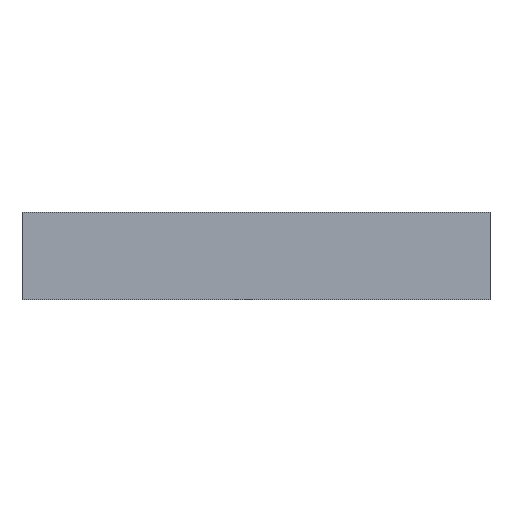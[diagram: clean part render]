
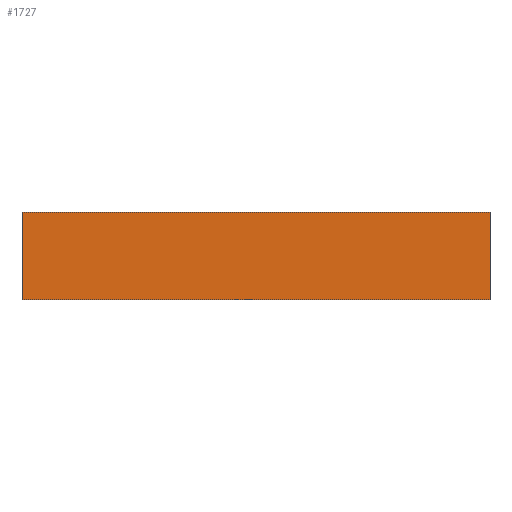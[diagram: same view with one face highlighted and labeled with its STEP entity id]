
A CAD part, front view. The second image highlights one B-rep face of the part: STEP entity #1727.
In plain terms, the highlighted planar face has unit normal (0, -1, 0).
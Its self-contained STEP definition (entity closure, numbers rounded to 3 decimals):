
#190 = PLANE ( 'NONE',  #1483 ) ;
#227 = VECTOR ( 'NONE', #1569, 1000. ) ;
#289 = EDGE_CURVE ( 'NONE', #1091, #1690, #1600, .T. ) ;
#324 = FACE_OUTER_BOUND ( 'NONE', #1286, .T. ) ;
#354 = LINE ( 'NONE', #1868, #1037 ) ;
#360 = DIRECTION ( 'NONE',  ( 0., 0., -1. ) ) ;
#503 = VECTOR ( 'NONE', #360, 1000. ) ;
#568 = EDGE_CURVE ( 'NONE', #1091, #1214, #1580, .T. ) ;
#614 = ORIENTED_EDGE ( 'NONE', *, *, #289, .T. ) ;
#668 = ORIENTED_EDGE ( 'NONE', *, *, #1839, .F. ) ;
#702 = ORIENTED_EDGE ( 'NONE', *, *, #568, .F. ) ;
#846 = CARTESIAN_POINT ( 'NONE',  ( 52., -52., 19.55 ) ) ;
#991 = CARTESIAN_POINT ( 'NONE',  ( 0., -52., 0. ) ) ;
#1008 = VECTOR ( 'NONE', #1132, 1000. ) ;
#1037 = VECTOR ( 'NONE', #1895, 1000. ) ;
#1091 = VERTEX_POINT ( 'NONE', #1281 ) ;
#1132 = DIRECTION ( 'NONE',  ( 1., 0., 0. ) ) ;
#1214 = VERTEX_POINT ( 'NONE', #846 ) ;
#1245 = DIRECTION ( 'NONE',  ( 0., 0., 1. ) ) ;
#1280 = LINE ( 'NONE', #991, #1008 ) ;
#1281 = CARTESIAN_POINT ( 'NONE',  ( -52., -52., 19.55 ) ) ;
#1286 = EDGE_LOOP ( 'NONE', ( #702, #614, #1981, #668 ) ) ;
#1414 = DIRECTION ( 'NONE',  ( 0., 1., 0. ) ) ;
#1483 = AXIS2_PLACEMENT_3D ( 'NONE', #1568, #1414, #1245 ) ;
#1503 = CARTESIAN_POINT ( 'NONE',  ( -52., -52., 0. ) ) ;
#1565 = CARTESIAN_POINT ( 'NONE',  ( -52., -52., 93.089 ) ) ;
#1568 = CARTESIAN_POINT ( 'NONE',  ( 0., -52., 93.089 ) ) ;
#1569 = DIRECTION ( 'NONE',  ( 1., 0., 0. ) ) ;
#1580 = LINE ( 'NONE', #1720, #227 ) ;
#1600 = LINE ( 'NONE', #1565, #503 ) ;
#1690 = VERTEX_POINT ( 'NONE', #1503 ) ;
#1720 = CARTESIAN_POINT ( 'NONE',  ( 0., -52., 19.55 ) ) ;
#1727 = ADVANCED_FACE ( 'NONE', ( #324 ), #190, .F. ) ;
#1808 = EDGE_CURVE ( 'NONE', #1690, #1983, #1280, .T. ) ;
#1839 = EDGE_CURVE ( 'NONE', #1214, #1983, #354, .T. ) ;
#1868 = CARTESIAN_POINT ( 'NONE',  ( 52., -52., 93.089 ) ) ;
#1895 = DIRECTION ( 'NONE',  ( 0., 0., -1. ) ) ;
#1953 = CARTESIAN_POINT ( 'NONE',  ( 52., -52., 0. ) ) ;
#1981 = ORIENTED_EDGE ( 'NONE', *, *, #1808, .T. ) ;
#1983 = VERTEX_POINT ( 'NONE', #1953 ) ;
